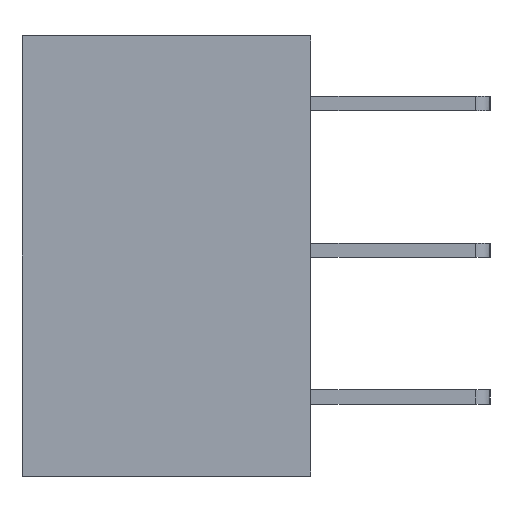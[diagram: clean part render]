
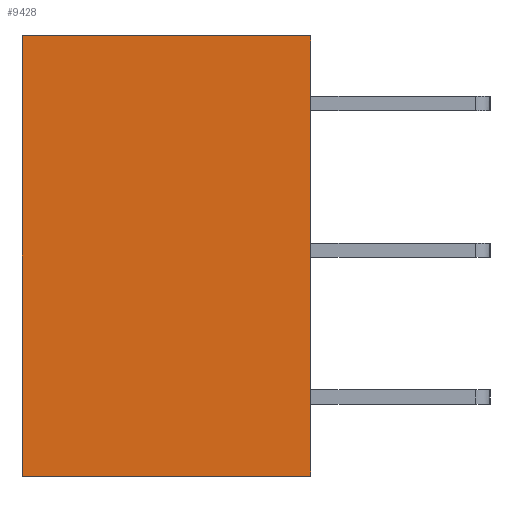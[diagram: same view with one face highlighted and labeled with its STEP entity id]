
A CAD part, left-side view. The second image highlights one B-rep face of the part: STEP entity #9428.
In plain terms, the highlighted planar face has unit normal (-1, 0, 0).
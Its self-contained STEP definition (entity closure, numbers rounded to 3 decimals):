
#35=CARTESIAN_POINT('',(0.,6.4,1.01));
#36=VERTEX_POINT('',#35);
#59=CARTESIAN_POINT('',(0.,6.4,-6.61));
#60=VERTEX_POINT('',#59);
#70=CARTESIAN_POINT('',(0.,6.4,1.01));
#71=CARTESIAN_POINT('',(0.,6.4,-0.514));
#72=CARTESIAN_POINT('',(0.,6.4,-2.038));
#73=CARTESIAN_POINT('',(0.,6.4,-3.562));
#74=CARTESIAN_POINT('',(0.,6.4,-5.086));
#75=CARTESIAN_POINT('',(0.,6.4,-6.61));
#76=B_SPLINE_CURVE_WITH_KNOTS('',5,(#70,#71,#72,#73,#74,#75),.UNSPECIFIED.,.F.,.U.,(6,6),(0.,7.62),.UNSPECIFIED.);
#77=EDGE_CURVE('',#36,#60,#76,.T.);
#9370=CARTESIAN_POINT('',(0.,3.9,-2.8));
#9371=DIRECTION('',(0.,0.,1.));
#9372=DIRECTION('',(-1.,0.,0.));
#9373=AXIS2_PLACEMENT_3D('',#9370,#9372,#9371);
#9374=PLANE('',#9373);
#9375=CARTESIAN_POINT('',(0.,1.4,-6.61));
#9376=VERTEX_POINT('',#9375);
#9377=CARTESIAN_POINT('',(0.,1.4,-6.11));
#9378=VERTEX_POINT('',#9377);
#9379=CARTESIAN_POINT('',(0.,1.4,-6.61));
#9380=CARTESIAN_POINT('',(0.,1.4,-6.51));
#9381=CARTESIAN_POINT('',(0.,1.4,-6.41));
#9382=CARTESIAN_POINT('',(0.,1.4,-6.31));
#9383=CARTESIAN_POINT('',(0.,1.4,-6.21));
#9384=CARTESIAN_POINT('',(0.,1.4,-6.11));
#9385=B_SPLINE_CURVE_WITH_KNOTS('',5,(#9379,#9380,#9381,#9382,#9383,#9384),.UNSPECIFIED.,.F.,.U.,(6,6),(0.,0.5),.UNSPECIFIED.);
#9386=EDGE_CURVE('',#9376,#9378,#9385,.T.);
#9387=ORIENTED_EDGE('',*,*,#9386,.T.);
#9388=CARTESIAN_POINT('',(0.,1.4,0.51));
#9389=VERTEX_POINT('',#9388);
#9390=CARTESIAN_POINT('',(0.,1.4,0.51));
#9391=DIRECTION('',(0.,0.,-1.));
#9392=VECTOR('',#9391,6.62);
#9393=LINE('',#9390,#9392);
#9394=EDGE_CURVE('',#9389,#9378,#9393,.T.);
#9395=ORIENTED_EDGE('',*,*,#9394,.F.);
#9396=CARTESIAN_POINT('',(0.,1.4,1.01));
#9397=VERTEX_POINT('',#9396);
#9398=CARTESIAN_POINT('',(0.,1.4,1.01));
#9399=CARTESIAN_POINT('',(0.,1.4,0.91));
#9400=CARTESIAN_POINT('',(0.,1.4,0.81));
#9401=CARTESIAN_POINT('',(0.,1.4,0.71));
#9402=CARTESIAN_POINT('',(0.,1.4,0.61));
#9403=CARTESIAN_POINT('',(0.,1.4,0.51));
#9404=B_SPLINE_CURVE_WITH_KNOTS('',5,(#9398,#9399,#9400,#9401,#9402,#9403),.UNSPECIFIED.,.F.,.U.,(6,6),(0.,0.5),.UNSPECIFIED.);
#9405=EDGE_CURVE('',#9397,#9389,#9404,.T.);
#9406=ORIENTED_EDGE('',*,*,#9405,.F.);
#9407=CARTESIAN_POINT('',(0.,6.4,1.01));
#9408=CARTESIAN_POINT('',(0.,5.4,1.01));
#9409=CARTESIAN_POINT('',(0.,4.4,1.01));
#9410=CARTESIAN_POINT('',(0.,3.4,1.01));
#9411=CARTESIAN_POINT('',(0.,2.4,1.01));
#9412=CARTESIAN_POINT('',(0.,1.4,1.01));
#9413=B_SPLINE_CURVE_WITH_KNOTS('',5,(#9407,#9408,#9409,#9410,#9411,#9412),.UNSPECIFIED.,.F.,.U.,(6,6),(0.,5.),.UNSPECIFIED.);
#9414=EDGE_CURVE('',#36,#9397,#9413,.T.);
#9415=ORIENTED_EDGE('',*,*,#9414,.F.);
#9416=ORIENTED_EDGE('',*,*,#77,.T.);
#9417=CARTESIAN_POINT('',(0.,6.4,-6.61));
#9418=CARTESIAN_POINT('',(0.,5.4,-6.61));
#9419=CARTESIAN_POINT('',(0.,4.4,-6.61));
#9420=CARTESIAN_POINT('',(0.,3.4,-6.61));
#9421=CARTESIAN_POINT('',(0.,2.4,-6.61));
#9422=CARTESIAN_POINT('',(0.,1.4,-6.61));
#9423=B_SPLINE_CURVE_WITH_KNOTS('',5,(#9417,#9418,#9419,#9420,#9421,#9422),.UNSPECIFIED.,.F.,.U.,(6,6),(0.,5.),.UNSPECIFIED.);
#9424=EDGE_CURVE('',#60,#9376,#9423,.T.);
#9425=ORIENTED_EDGE('',*,*,#9424,.T.);
#9426=EDGE_LOOP('',(#9387,#9395,#9406,#9415,#9416,#9425));
#9427=FACE_OUTER_BOUND('',#9426,.T.);
#9428=ADVANCED_FACE('',(#9427),#9374,.T.);
